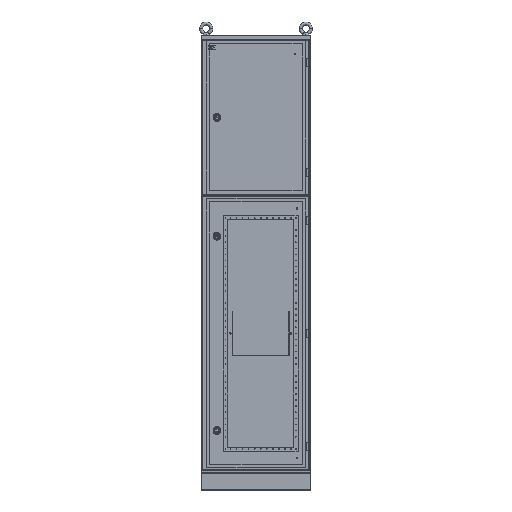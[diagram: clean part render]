
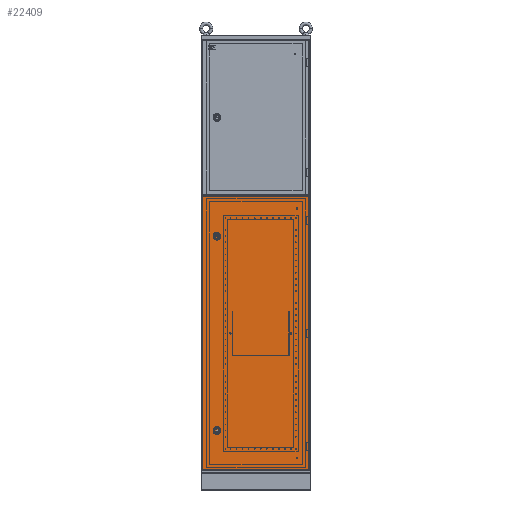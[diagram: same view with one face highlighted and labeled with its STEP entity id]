
A CAD part, top view. The second image highlights one B-rep face of the part: STEP entity #22409.
In plain terms, the highlighted planar face has unit normal (0, 0, 1).
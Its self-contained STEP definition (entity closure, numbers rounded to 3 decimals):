
#269 = EDGE_LOOP ( 'NONE', ( #26453, #41563 ) ) ;
#716 = DIRECTION ( 'NONE',  ( 0., -1., 0. ) ) ;
#1137 = CARTESIAN_POINT ( 'NONE',  ( 0., -563.5, 0. ) ) ;
#1958 = DIRECTION ( 'NONE',  ( 0., 1., 0. ) ) ;
#3729 = VECTOR ( 'NONE', #29375, 1000. ) ;
#7985 = AXIS2_PLACEMENT_3D ( 'NONE', #56632, #18021, #63143 ) ;
#8098 = AXIS2_PLACEMENT_3D ( 'NONE', #36847, #82017, #43313 ) ;
#8342 = ORIENTED_EDGE ( 'NONE', *, *, #65510, .T. ) ;
#8659 = CARTESIAN_POINT ( 'NONE',  ( 440.5, 563.5, 0. ) ) ;
#9252 = FACE_BOUND ( 'NONE', #269, .T. ) ;
#9367 = AXIS2_PLACEMENT_3D ( 'NONE', #15144, #60303, #21702 ) ;
#9901 = CIRCLE ( 'NONE', #11975, 1.5 ) ;
#11975 = AXIS2_PLACEMENT_3D ( 'NONE', #23503, #68660, #29944 ) ;
#13997 = CARTESIAN_POINT ( 'NONE',  ( 58.5, 400., 0. ) ) ;
#15144 = CARTESIAN_POINT ( 'NONE',  ( 60., 400., 0. ) ) ;
#16700 = VERTEX_POINT ( 'NONE', #23042 ) ;
#16710 = VECTOR ( 'NONE', #716, 1000. ) ;
#18021 = DIRECTION ( 'NONE',  ( 0., 0., 1. ) ) ;
#18251 = ORIENTED_EDGE ( 'NONE', *, *, #70067, .F. ) ;
#21640 = CARTESIAN_POINT ( 'NONE',  ( 0., 563.5, 0. ) ) ;
#21702 = DIRECTION ( 'NONE',  ( 1., 0., 0. ) ) ;
#22409 = ADVANCED_FACE ( 'NONE', ( #43560, #9252, #75949 ), #71608, .T. ) ;
#23042 = CARTESIAN_POINT ( 'NONE',  ( 58.5, -400., 0. ) ) ;
#23503 = CARTESIAN_POINT ( 'NONE',  ( 60., -400., 0. ) ) ;
#25979 = VERTEX_POINT ( 'NONE', #79342 ) ;
#26453 = ORIENTED_EDGE ( 'NONE', *, *, #70094, .F. ) ;
#27305 = CIRCLE ( 'NONE', #7985, 1.5 ) ;
#27453 = VERTEX_POINT ( 'NONE', #13997 ) ;
#29375 = DIRECTION ( 'NONE',  ( -1., 0., 0. ) ) ;
#29944 = DIRECTION ( 'NONE',  ( -1., 0., 0. ) ) ;
#31036 = CIRCLE ( 'NONE', #9367, 1.5 ) ;
#33716 = CARTESIAN_POINT ( 'NONE',  ( 0., -563.5, 0. ) ) ;
#34567 = CARTESIAN_POINT ( 'NONE',  ( 440.5, -563.5, 0. ) ) ;
#35849 = LINE ( 'NONE', #39341, #16710 ) ;
#36847 = CARTESIAN_POINT ( 'NONE',  ( 60., -400., 0. ) ) ;
#38897 = VERTEX_POINT ( 'NONE', #34567 ) ;
#39341 = CARTESIAN_POINT ( 'NONE',  ( 0., 563.5, 0. ) ) ;
#39580 = VERTEX_POINT ( 'NONE', #64663 ) ;
#40398 = LINE ( 'NONE', #1137, #59659 ) ;
#40549 = LINE ( 'NONE', #8659, #72919 ) ;
#41201 = EDGE_CURVE ( 'NONE', #16700, #39580, #9901, .T. ) ;
#41563 = ORIENTED_EDGE ( 'NONE', *, *, #42179, .F. ) ;
#42179 = EDGE_CURVE ( 'NONE', #27453, #25979, #31036, .T. ) ;
#42567 = EDGE_LOOP ( 'NONE', ( #18251, #82836 ) ) ;
#43313 = DIRECTION ( 'NONE',  ( -1., 0., 0. ) ) ;
#43560 = FACE_BOUND ( 'NONE', #42567, .T. ) ;
#46195 = DIRECTION ( 'NONE',  ( 1., 0., 0. ) ) ;
#52935 = ORIENTED_EDGE ( 'NONE', *, *, #68982, .T. ) ;
#55229 = LINE ( 'NONE', #74513, #3729 ) ;
#56632 = CARTESIAN_POINT ( 'NONE',  ( 60., 400., 0. ) ) ;
#59659 = VECTOR ( 'NONE', #46195, 1000. ) ;
#59894 = EDGE_LOOP ( 'NONE', ( #8342, #75117, #52935, #83222 ) ) ;
#60303 = DIRECTION ( 'NONE',  ( 0., 0., 1. ) ) ;
#61103 = VERTEX_POINT ( 'NONE', #33716 ) ;
#63143 = DIRECTION ( 'NONE',  ( 1., 0., 0. ) ) ;
#63624 = CIRCLE ( 'NONE', #8098, 1.5 ) ;
#64663 = CARTESIAN_POINT ( 'NONE',  ( 61.5, -400., 0. ) ) ;
#65510 = EDGE_CURVE ( 'NONE', #72752, #61103, #35849, .T. ) ;
#66384 = EDGE_CURVE ( 'NONE', #81024, #72752, #55229, .T. ) ;
#67714 = AXIS2_PLACEMENT_3D ( 'NONE', #69582, #69401, #69129 ) ;
#68660 = DIRECTION ( 'NONE',  ( 0., 0., 1. ) ) ;
#68982 = EDGE_CURVE ( 'NONE', #38897, #81024, #40549, .T. ) ;
#69129 = DIRECTION ( 'NONE',  ( 1., 0., 0. ) ) ;
#69401 = DIRECTION ( 'NONE',  ( 0., 0., 1. ) ) ;
#69582 = CARTESIAN_POINT ( 'NONE',  ( 0., 0., 0. ) ) ;
#69742 = EDGE_CURVE ( 'NONE', #61103, #38897, #40398, .T. ) ;
#70067 = EDGE_CURVE ( 'NONE', #39580, #16700, #63624, .T. ) ;
#70094 = EDGE_CURVE ( 'NONE', #25979, #27453, #27305, .T. ) ;
#71608 = PLANE ( 'NONE',  #67714 ) ;
#72752 = VERTEX_POINT ( 'NONE', #21640 ) ;
#72919 = VECTOR ( 'NONE', #1958, 1000. ) ;
#74513 = CARTESIAN_POINT ( 'NONE',  ( 0., 563.5, 0. ) ) ;
#75117 = ORIENTED_EDGE ( 'NONE', *, *, #69742, .T. ) ;
#75411 = CARTESIAN_POINT ( 'NONE',  ( 440.5, 563.5, 0. ) ) ;
#75949 = FACE_OUTER_BOUND ( 'NONE', #59894, .T. ) ;
#79342 = CARTESIAN_POINT ( 'NONE',  ( 61.5, 400., 0. ) ) ;
#81024 = VERTEX_POINT ( 'NONE', #75411 ) ;
#82017 = DIRECTION ( 'NONE',  ( 0., 0., 1. ) ) ;
#82836 = ORIENTED_EDGE ( 'NONE', *, *, #41201, .F. ) ;
#83222 = ORIENTED_EDGE ( 'NONE', *, *, #66384, .T. ) ;
